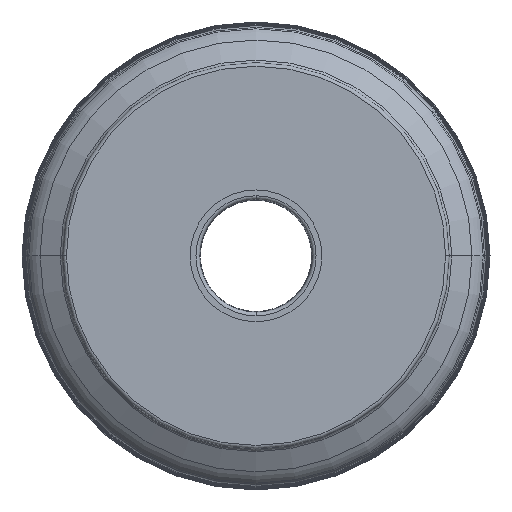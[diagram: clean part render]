
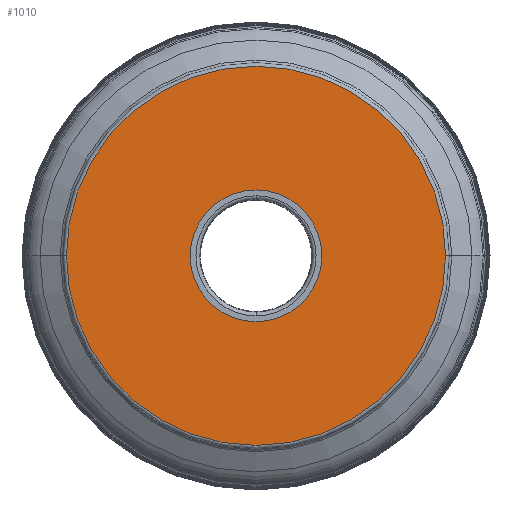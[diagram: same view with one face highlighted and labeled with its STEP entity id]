
A CAD part, top view. The second image highlights one B-rep face of the part: STEP entity #1010.
In plain terms, the highlighted planar face has unit normal (0, 0, 1).
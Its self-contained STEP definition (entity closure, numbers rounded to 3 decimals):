
#62=PLANE('',#10187);
#80=FACE_BOUND('',#2212,.T.);
#81=FACE_BOUND('',#2213,.T.);
#1010=ADVANCED_FACE('',(#80,#81),#62,.F.);
#2212=EDGE_LOOP('',(#4236,#4237,#4238,#4239));
#2213=EDGE_LOOP('',(#4240,#4241));
#4236=ORIENTED_EDGE('',*,*,#5995,.F.);
#4237=ORIENTED_EDGE('',*,*,#5996,.F.);
#4238=ORIENTED_EDGE('',*,*,#5997,.T.);
#4239=ORIENTED_EDGE('',*,*,#5998,.T.);
#4240=ORIENTED_EDGE('',*,*,#5992,.T.);
#4241=ORIENTED_EDGE('',*,*,#5994,.T.);
#4936=VERTEX_POINT('',#17944);
#4937=VERTEX_POINT('',#17946);
#4938=VERTEX_POINT('',#17952);
#4939=VERTEX_POINT('',#17953);
#4940=VERTEX_POINT('',#17955);
#4941=VERTEX_POINT('',#17957);
#5992=EDGE_CURVE('',#4937,#4936,#7162,.T.);
#5994=EDGE_CURVE('',#4936,#4937,#7163,.T.);
#5995=EDGE_CURVE('',#4938,#4939,#7164,.T.);
#5996=EDGE_CURVE('',#4940,#4938,#7165,.T.);
#5997=EDGE_CURVE('',#4940,#4941,#7166,.T.);
#5998=EDGE_CURVE('',#4941,#4939,#7167,.T.);
#7162=CIRCLE('',#10179,37.5);
#7163=CIRCLE('',#10181,37.5);
#7164=CIRCLE('',#10183,108.);
#7165=CIRCLE('',#10184,108.);
#7166=CIRCLE('',#10185,108.);
#7167=CIRCLE('',#10186,108.);
#10179=AXIS2_PLACEMENT_3D('',#17945,#13087,#13088);
#10181=AXIS2_PLACEMENT_3D('',#17949,#13092,#13093);
#10183=AXIS2_PLACEMENT_3D('',#17951,#13096,#13097);
#10184=AXIS2_PLACEMENT_3D('',#17954,#13098,#13099);
#10185=AXIS2_PLACEMENT_3D('',#17956,#13100,#13101);
#10186=AXIS2_PLACEMENT_3D('',#17958,#13102,#13103);
#10187=AXIS2_PLACEMENT_3D('',#17959,#13104,#13105);
#13087=DIRECTION('',(0.,0.,-1.));
#13088=DIRECTION('',(0.,1.,0.));
#13092=DIRECTION('',(0.,0.,-1.));
#13093=DIRECTION('',(0.,-1.,0.));
#13096=DIRECTION('',(0.,0.,-1.));
#13097=DIRECTION('',(-1.,0.,0.));
#13098=DIRECTION('',(0.,0.,-1.));
#13099=DIRECTION('',(1.,0.,0.));
#13100=DIRECTION('',(0.,0.,1.));
#13101=DIRECTION('',(1.,0.,0.));
#13102=DIRECTION('',(0.,0.,1.));
#13103=DIRECTION('',(-1.,0.,0.));
#13104=DIRECTION('',(0.,0.,-1.));
#13105=DIRECTION('',(1.,0.,0.));
#17944=CARTESIAN_POINT('',(0.,-37.5,0.));
#17945=CARTESIAN_POINT('',(0.,0.,0.));
#17946=CARTESIAN_POINT('',(0.,37.5,0.));
#17949=CARTESIAN_POINT('',(0.,0.,0.));
#17951=CARTESIAN_POINT('',(0.,0.,0.));
#17952=CARTESIAN_POINT('',(108.,0.,0.));
#17953=CARTESIAN_POINT('',(-108.,-0.016,0.));
#17954=CARTESIAN_POINT('',(0.,0.,0.));
#17955=CARTESIAN_POINT('',(108.,0.016,0.));
#17956=CARTESIAN_POINT('',(0.,0.,0.));
#17957=CARTESIAN_POINT('',(-108.,0.,0.));
#17958=CARTESIAN_POINT('',(0.,0.,0.));
#17959=CARTESIAN_POINT('',(0.,0.,0.));
